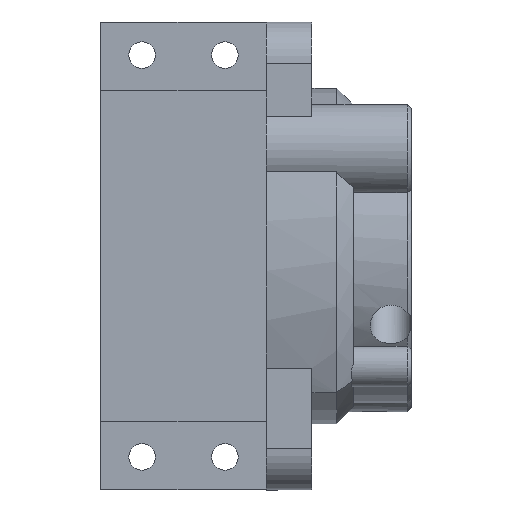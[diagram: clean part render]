
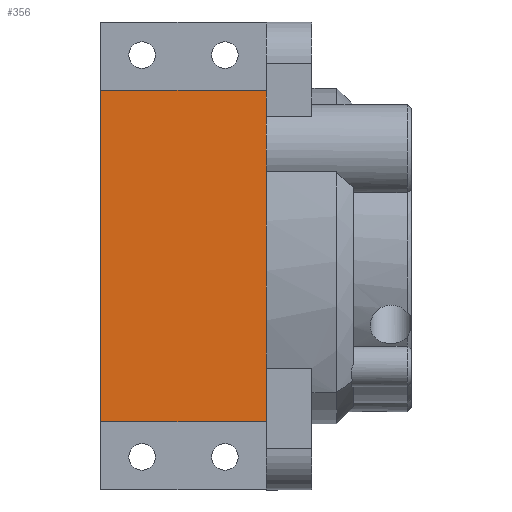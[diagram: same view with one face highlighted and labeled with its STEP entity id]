
A CAD part, front view. The second image highlights one B-rep face of the part: STEP entity #356.
In plain terms, the highlighted planar face has unit normal (0, -1, 0).
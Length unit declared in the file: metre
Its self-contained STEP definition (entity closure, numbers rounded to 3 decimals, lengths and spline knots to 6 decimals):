
#356 = ADVANCED_FACE( '', ( #843 ), #844, .T. );
#843 = FACE_OUTER_BOUND( '', #1467, .T. );
#844 = PLANE( '', #1468 );
#1467 = EDGE_LOOP( '', ( #2512, #2513, #2514, #2515, #2516, #2517 ) );
#1468 = AXIS2_PLACEMENT_3D( '', #2518, #2519, #2520 );
#2512 = ORIENTED_EDGE( '', *, *, #4089, .T. );
#2513 = ORIENTED_EDGE( '', *, *, #4090, .F. );
#2514 = ORIENTED_EDGE( '', *, *, #3733, .T. );
#2515 = ORIENTED_EDGE( '', *, *, #3865, .F. );
#2516 = ORIENTED_EDGE( '', *, *, #4091, .F. );
#2517 = ORIENTED_EDGE( '', *, *, #4092, .F. );
#2518 = CARTESIAN_POINT( '', ( -0.018189, 0.040552, 0.005739 ) );
#2519 = DIRECTION( '', ( 0., -1., 0. ) );
#2520 = DIRECTION( '', ( 0., 0., -1. ) );
#3733 = EDGE_CURVE( '', #4493, #4490, #4494, .T. );
#3865 = EDGE_CURVE( '', #4721, #4490, #4723, .T. );
#4089 = EDGE_CURVE( '', #5073, #5074, #5075, .T. );
#4090 = EDGE_CURVE( '', #4493, #5074, #5076, .T. );
#4091 = EDGE_CURVE( '', #5077, #4721, #5078, .T. );
#4092 = EDGE_CURVE( '', #5073, #5077, #5079, .T. );
#4490 = VERTEX_POINT( '', #5594 );
#4493 = VERTEX_POINT( '', #5598 );
#4494 = LINE( '', #5599, #5600 );
#4721 = VERTEX_POINT( '', #6074 );
#4723 = LINE( '', #6077, #6078 );
#5073 = VERTEX_POINT( '', #6647 );
#5074 = VERTEX_POINT( '', #6648 );
#5075 = LINE( '', #6649, #6650 );
#5076 = CIRCLE( '', #6651, 0.004 );
#5077 = VERTEX_POINT( '', #6652 );
#5078 = LINE( '', #6653, #6654 );
#5079 = CIRCLE( '', #6655, 0.004 );
#5594 = CARTESIAN_POINT( '', ( -0.038189, 0.040552, 0.046239 ) );
#5598 = CARTESIAN_POINT( '', ( -0.022189, 0.040552, 0.046239 ) );
#5599 = CARTESIAN_POINT( '', ( -0.018189, 0.040552, 0.046239 ) );
#5600 = VECTOR( '', #7484, 1. );
#6074 = CARTESIAN_POINT( '', ( -0.038189, 0.040552, 0.005739 ) );
#6077 = CARTESIAN_POINT( '', ( -0.038189, 0.040552, 0.005739 ) );
#6078 = VECTOR( '', #7655, 1. );
#6647 = CARTESIAN_POINT( '', ( -0.018189, 0.040552, 0.001739 ) );
#6648 = CARTESIAN_POINT( '', ( -0.018189, 0.040552, 0.050239 ) );
#6649 = CARTESIAN_POINT( '', ( -0.018189, 0.040552, 0.005739 ) );
#6650 = VECTOR( '', #7897, 1. );
#6651 = AXIS2_PLACEMENT_3D( '', #7898, #7899, #7900 );
#6652 = CARTESIAN_POINT( '', ( -0.022189, 0.040552, 0.005739 ) );
#6653 = CARTESIAN_POINT( '', ( -0.018189, 0.040552, 0.005739 ) );
#6654 = VECTOR( '', #7901, 1. );
#6655 = AXIS2_PLACEMENT_3D( '', #7902, #7903, #7904 );
#7484 = DIRECTION( '', ( -1., 0., 0. ) );
#7655 = DIRECTION( '', ( 0., 0., 1. ) );
#7897 = DIRECTION( '', ( 0., 0., 1. ) );
#7898 = CARTESIAN_POINT( '', ( -0.022189, 0.040552, 0.050239 ) );
#7899 = DIRECTION( '', ( 0., -1., 0. ) );
#7900 = DIRECTION( '', ( 0.707, 0., -0.707 ) );
#7901 = DIRECTION( '', ( -1., 0., 0. ) );
#7902 = CARTESIAN_POINT( '', ( -0.022189, 0.040552, 0.001739 ) );
#7903 = DIRECTION( '', ( 0., -1., 0. ) );
#7904 = DIRECTION( '', ( 0.707, 0., 0.707 ) );
